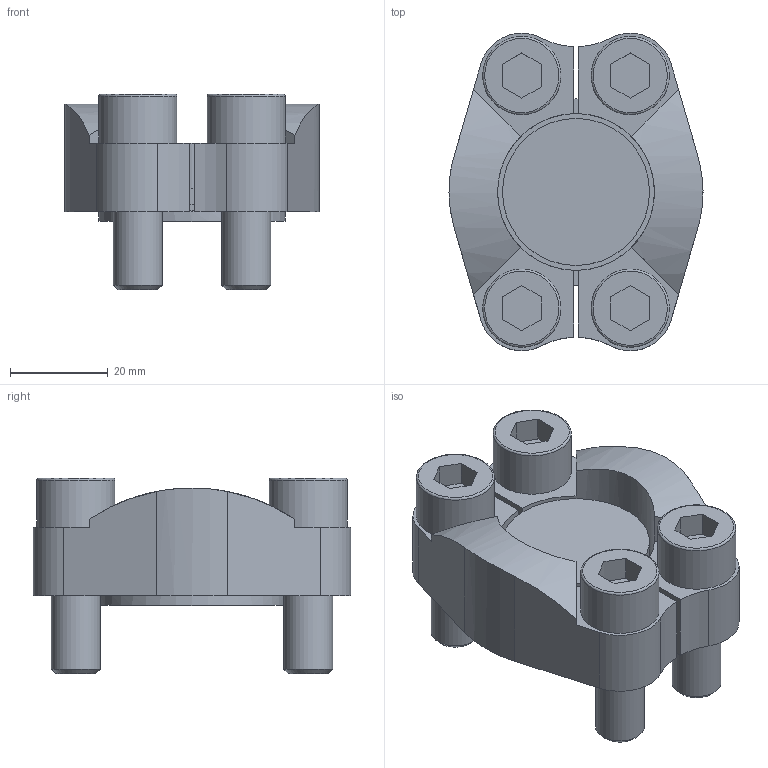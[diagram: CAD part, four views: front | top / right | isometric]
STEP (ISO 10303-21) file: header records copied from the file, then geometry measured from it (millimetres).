
FILE_DESCRIPTION(/* description */ ('STEP AP203'),/* implementation_level */ '2;1');
FILE_NAME(/* name */ 'SAE Blind Flange AFAB 19-3-01',/* time_stamp */ '2023-07-21T09:02:40+02:00',/* author */ ('License CC BY-ND 4.0'),/* organization */ ('CADENAS'),/* preprocessor_version */ 'ST-DEVELOPER v19.3',/* originating_system */ 'PARTsolutions',/* authorisation */ ' ');
FILE_SCHEMA (('CONFIG_CONTROL_DESIGN'));
Length unit declared in the file: millimetre
Products named in the file (1): SAE Blindflansch AFAB 19-3-01
Bounding box: 52 x 65 x 40 mm (x, y, z)
Volume: 55675.2 mm3; surface area: 21613.6 mm2
Topology: 1 solids, 3 shells, 113 faces, 256 edges, 165 vertices
Faces by surface type: plane 66, cylinder 34, torus 9, cone 4
Full cylindrical faces by diameter (mm): 10 x4, 11 x4, 16 x4, 24.99 x2, 30.1 x1, 32.05 x2, 38.1 x1
Entity records: 3036 total; most frequent: CARTESIAN_POINT 536, DIRECTION 530, ORIENTED_EDGE 446, EDGE_CURVE 223, AXIS2_PLACEMENT_3D 201, EDGE_LOOP 162, FACE_BOUND 162, VERTEX_POINT 161
